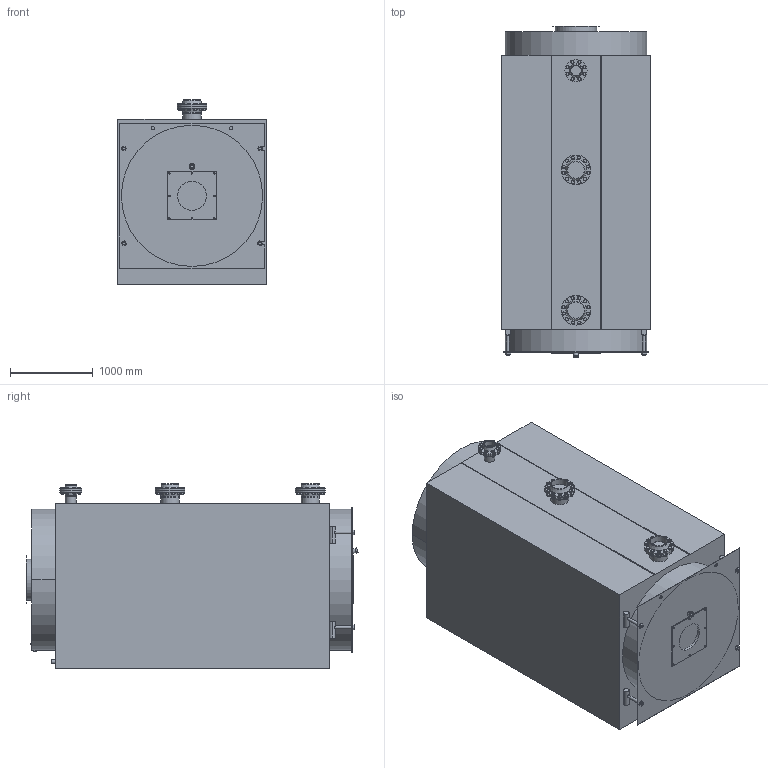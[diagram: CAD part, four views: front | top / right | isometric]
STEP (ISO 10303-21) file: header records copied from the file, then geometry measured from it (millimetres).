
FILE_DESCRIPTION(/* description */ (''),/* implementation_level */ '2;1');
FILE_NAME(/* name */ 'KPG-2910 (3D).stp',/* time_stamp */ '2020-11-25T20:08:02+03:00',/* author */ ('Пользователь'),/* organization */ (''),/* preprocessor_version */ 'ST-DEVELOPER v18',/* originating_system */ 'Autodesk Inventor 2020',/* authorisation */ '');
FILE_SCHEMA (('AUTOMOTIVE_DESIGN { 1 0 10303 214 3 1 1 }'));
Length unit declared in the file: millimetre
Products named in the file (8): 2910; 2910_1; FC-200DN; ISO 7005-2 Фланец приварной 
с буртиком, тип 
11 - ISO PN 25 Чугун с шаровидным 
графитом DN200; FC-125DN; ISO 7005-2 Фланец приварной 
с буртиком, тип 
11 - ISO PN 25 Чугун с шаровидным 
графитом DN125; AS 1110 - M24 x 70; AS 1112 - M24  Тип 10
Assembly tree (48 placements, depth 3):
  2910
    2910_1
    FC-200DN  x2
      ISO 7005-2 Фланец приварной 
с буртиком, тип 
11 - ISO PN 25 Чугун с шаровидным 
графитом DN200
      AS 1110 - M24 x 70
      AS 1112 - M24  Тип 10
    FC-125DN
      ISO 7005-2 Фланец приварной 
с буртиком, тип 
11 - ISO PN 25 Чугун с шаровидным 
графитом DN125  x2
      AS 1110 - M24 x 70  x8
      AS 1112 - M24  Тип 10  x8
Bounding box: 1800 x 4022.59 x 2234 mm (x, y, z)
Volume: 13298041364.8 mm3; surface area: 39788264.8 mm2
Topology: 76 solids, 86 shells, 1866 faces, 4178 edges, 2567 vertices
Faces by surface type: plane 953, cone 678, cylinder 235
Full cylindrical faces by diameter (mm): 12 x10, 20.752 x32, 24 x32, 28 x64, 34 x8, 36 x32, 40 x6, 48 x1, 57 x1, 65 x1, 125 x2, 133 x1, 137 x2, 184 x2, 200 x4, 212.6 x4, 219 x2, 270 x2, 274 x4, 350 x1, 360 x4, 494 x1, 500 x1, 580 x1, 1710 x1
Entity records: 10335 total; most frequent: CARTESIAN_POINT 1978, DIRECTION 1731, ORIENTED_EDGE 1530, EDGE_CURVE 765, AXIS2_PLACEMENT_3D 625, VERTEX_POINT 524, LINE 481, VECTOR 481
